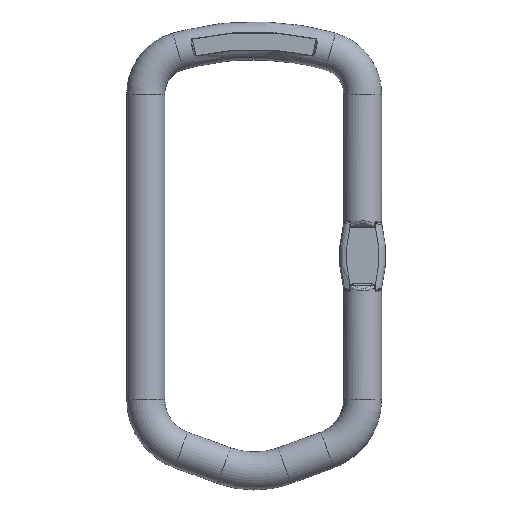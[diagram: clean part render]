
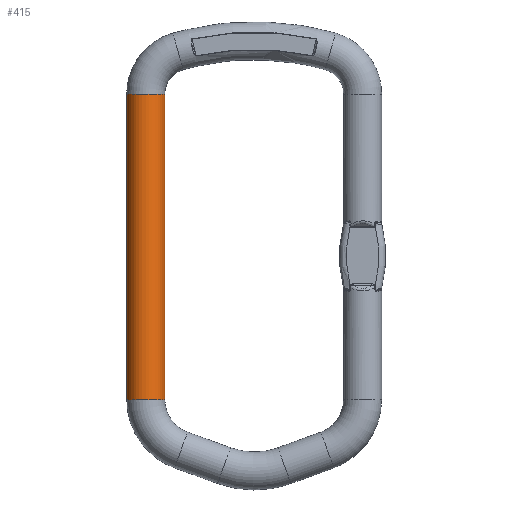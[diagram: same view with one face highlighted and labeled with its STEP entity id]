
A CAD part, left-side view. The second image highlights one B-rep face of the part: STEP entity #415.
In plain terms, the highlighted cylindrical face has radius 16.5 mm (diameter 33 mm), a full revolution.
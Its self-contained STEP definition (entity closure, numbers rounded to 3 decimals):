
#399=CYLINDRICAL_SURFACE('',#3310,16.5);
#415=ADVANCED_FACE('',(#790,#791),#399,.T.);
#675=CIRCLE('',#3308,16.5);
#676=CIRCLE('',#3309,16.5);
#790=FACE_BOUND('',#824,.T.);
#791=FACE_BOUND('',#825,.T.);
#824=EDGE_LOOP('',(#1291));
#825=EDGE_LOOP('',(#1292));
#1291=ORIENTED_EDGE('',*,*,#2569,.T.);
#1292=ORIENTED_EDGE('',*,*,#2570,.F.);
#2269=VERTEX_POINT('',#4233);
#2270=VERTEX_POINT('',#4235);
#2569=EDGE_CURVE('',#2269,#2269,#675,.T.);
#2570=EDGE_CURVE('',#2270,#2270,#676,.T.);
#3308=AXIS2_PLACEMENT_3D('',#4232,#3552,#3553);
#3309=AXIS2_PLACEMENT_3D('',#4234,#3554,#3555);
#3310=AXIS2_PLACEMENT_3D('',#4236,#3556,#3557);
#3552=DIRECTION('',(0.,0.,1.));
#3553=DIRECTION('',(0.,1.,0.));
#3554=DIRECTION('',(0.,0.,1.));
#3555=DIRECTION('',(0.,1.,0.));
#3556=DIRECTION('',(0.,0.,-1.));
#3557=DIRECTION('',(-1.,0.,0.));
#4232=CARTESIAN_POINT('',(0.,94.,-124.637));
#4233=CARTESIAN_POINT('',(0.,110.5,-124.637));
#4234=CARTESIAN_POINT('',(0.,94.,140.266));
#4235=CARTESIAN_POINT('',(0.,110.5,140.266));
#4236=CARTESIAN_POINT('',(0.,94.,140.266));
